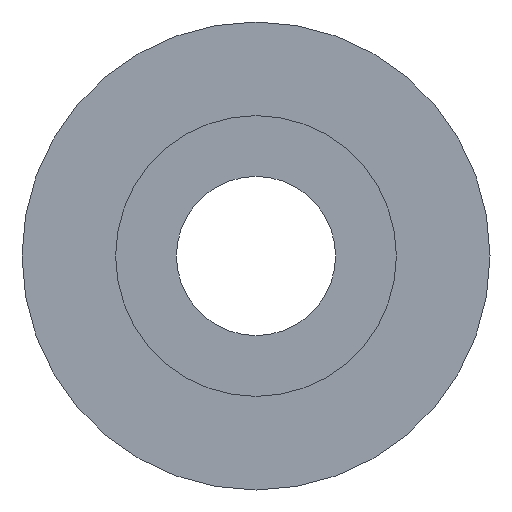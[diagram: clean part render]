
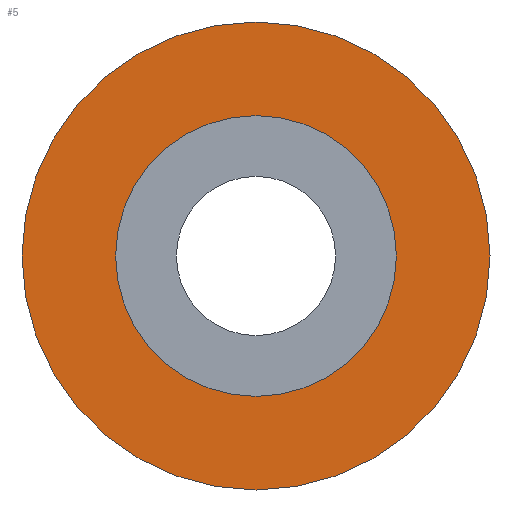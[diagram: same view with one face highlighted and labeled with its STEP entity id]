
A CAD part, front view. The second image highlights one B-rep face of the part: STEP entity #5.
In plain terms, the highlighted planar face has unit normal (0, -1, 0).
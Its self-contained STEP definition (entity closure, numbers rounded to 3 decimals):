
#5 = ADVANCED_FACE ( 'NONE', ( #46, #184 ), #151, .T. ) ;
#38 = DIRECTION ( 'NONE',  ( 0., 1., 0. ) ) ;
#44 = EDGE_LOOP ( 'NONE', ( #295, #262 ) ) ;
#46 = FACE_BOUND ( 'NONE', #310, .T. ) ;
#61 = AXIS2_PLACEMENT_3D ( 'NONE', #149, #279, #371 ) ;
#74 = ORIENTED_EDGE ( 'NONE', *, *, #145, .T. ) ;
#101 = VERTEX_POINT ( 'NONE', #410 ) ;
#131 = CARTESIAN_POINT ( 'NONE',  ( 0., 7., 10. ) ) ;
#132 = CIRCLE ( 'NONE', #222, 10. ) ;
#133 = DIRECTION ( 'NONE',  ( 0., 1., 0. ) ) ;
#145 = EDGE_CURVE ( 'NONE', #180, #101, #178, .T. ) ;
#149 = CARTESIAN_POINT ( 'NONE',  ( -6., 7., 0. ) ) ;
#150 = DIRECTION ( 'NONE',  ( 0., 0., 1. ) ) ;
#151 = PLANE ( 'NONE',  #61 ) ;
#178 = CIRCLE ( 'NONE', #411, 6. ) ;
#180 = VERTEX_POINT ( 'NONE', #421 ) ;
#184 = FACE_OUTER_BOUND ( 'NONE', #44, .T. ) ;
#185 = EDGE_CURVE ( 'NONE', #260, #324, #393, .T. ) ;
#200 = AXIS2_PLACEMENT_3D ( 'NONE', #248, #38, #246 ) ;
#204 = CARTESIAN_POINT ( 'NONE',  ( 0., 7., 0. ) ) ;
#213 = DIRECTION ( 'NONE',  ( 0., 1., 0. ) ) ;
#220 = CARTESIAN_POINT ( 'NONE',  ( 0., 7., 0. ) ) ;
#222 = AXIS2_PLACEMENT_3D ( 'NONE', #204, #213, #150 ) ;
#231 = ORIENTED_EDGE ( 'NONE', *, *, #368, .T. ) ;
#246 = DIRECTION ( 'NONE',  ( 0., 0., 1. ) ) ;
#248 = CARTESIAN_POINT ( 'NONE',  ( 0., 7., 0. ) ) ;
#260 = VERTEX_POINT ( 'NONE', #131 ) ;
#262 = ORIENTED_EDGE ( 'NONE', *, *, #352, .F. ) ;
#279 = DIRECTION ( 'NONE',  ( 0., -1., 0. ) ) ;
#286 = DIRECTION ( 'NONE',  ( 0., 0., 1. ) ) ;
#295 = ORIENTED_EDGE ( 'NONE', *, *, #185, .F. ) ;
#310 = EDGE_LOOP ( 'NONE', ( #74, #231 ) ) ;
#324 = VERTEX_POINT ( 'NONE', #364 ) ;
#326 = CIRCLE ( 'NONE', #200, 6. ) ;
#328 = CARTESIAN_POINT ( 'NONE',  ( 0., 7., 0. ) ) ;
#340 = AXIS2_PLACEMENT_3D ( 'NONE', #328, #133, #363 ) ;
#352 = EDGE_CURVE ( 'NONE', #324, #260, #132, .T. ) ;
#363 = DIRECTION ( 'NONE',  ( 0., 0., 1. ) ) ;
#364 = CARTESIAN_POINT ( 'NONE',  ( 0., 7., -10. ) ) ;
#368 = EDGE_CURVE ( 'NONE', #101, #180, #326, .T. ) ;
#371 = DIRECTION ( 'NONE',  ( 0., 0., -1. ) ) ;
#377 = DIRECTION ( 'NONE',  ( 0., 1., 0. ) ) ;
#393 = CIRCLE ( 'NONE', #340, 10. ) ;
#410 = CARTESIAN_POINT ( 'NONE',  ( 0., 7., -6. ) ) ;
#411 = AXIS2_PLACEMENT_3D ( 'NONE', #220, #377, #286 ) ;
#421 = CARTESIAN_POINT ( 'NONE',  ( 0., 7., 6. ) ) ;
